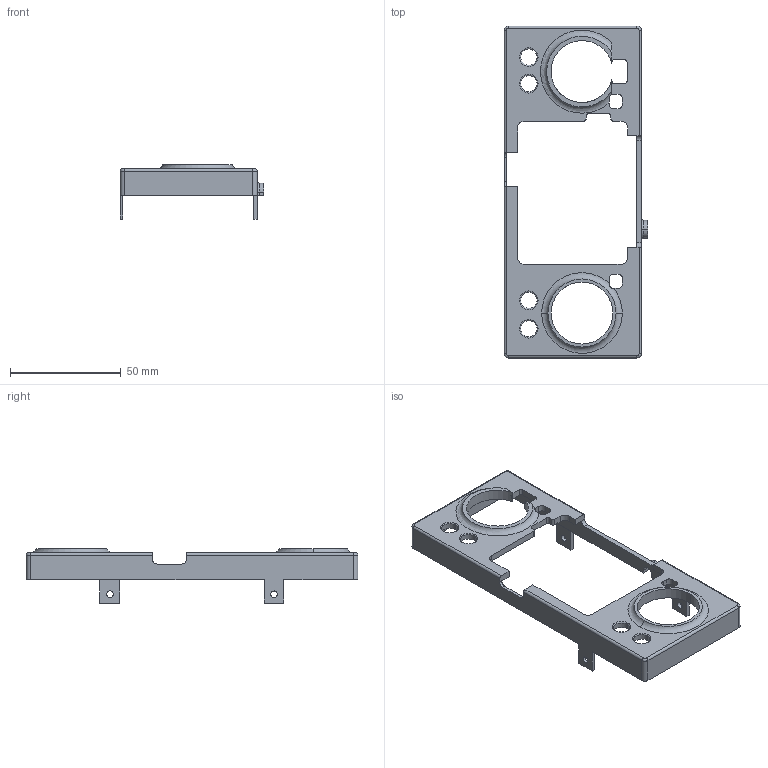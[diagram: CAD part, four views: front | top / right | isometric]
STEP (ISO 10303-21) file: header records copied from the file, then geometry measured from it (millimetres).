
FILE_DESCRIPTION (( 'STEP AP214' ), '1' );
FILE_NAME ('奻裔.STEP', '2025-03-18T04:43:15', ( '' ), ( '' ), 'SwSTEP 2.0', 'SolidWorks 2020', '' );
FILE_SCHEMA (( 'AUTOMOTIVE_DESIGN' ));
Length unit declared in the file: millimetre
Products named in the file (1): 奻裔
Bounding box: 64.99 x 150.01 x 24.82 mm (x, y, z)
Volume: 19929.8 mm3; surface area: 19240.1 mm2
Topology: 1 solids, 1 shells, 142 faces, 410 edges, 267 vertices
Faces by surface type: plane 66, cylinder 59, torus 17
Entity records: 4813 total; most frequent: CARTESIAN_POINT 873, DIRECTION 839, ORIENTED_EDGE 820, EDGE_CURVE 410, AXIS2_PLACEMENT_3D 293, VERTEX_POINT 267, LINE 253, VECTOR 253
